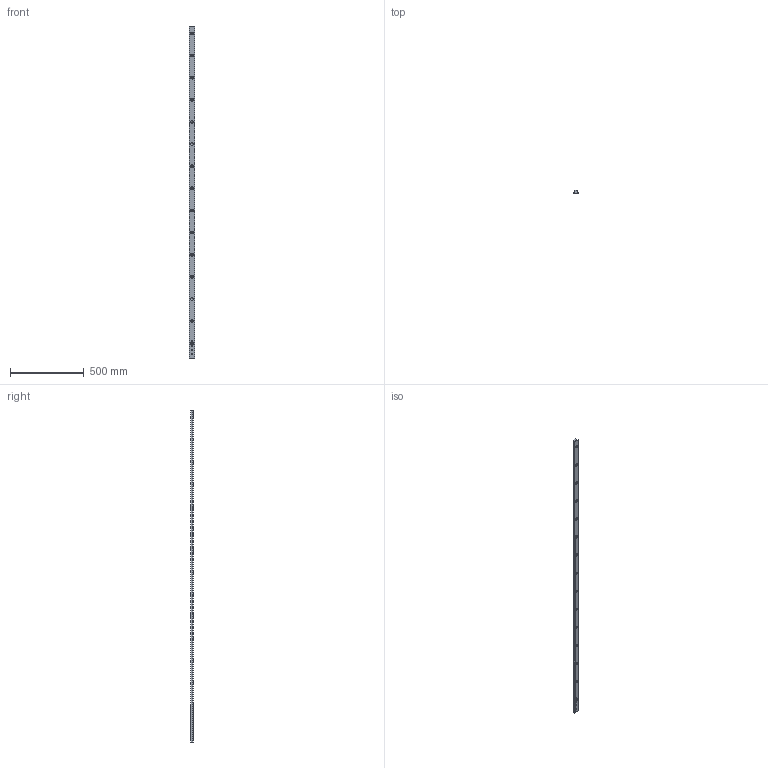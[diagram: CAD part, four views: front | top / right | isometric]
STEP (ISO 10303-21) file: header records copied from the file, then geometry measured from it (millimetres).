
FILE_DESCRIPTION (( 'STEP AP214' ), '1' );
FILE_NAME ('TGROUPP 2019.04.02.001.STEP', '2019-05-07T08:59:58', ( '' ), ( '' ), 'SwSTEP 2.0', 'SolidWorks 2016', '' );
FILE_SCHEMA (( 'AUTOMOTIVE_DESIGN' ));
Length unit declared in the file: millimetre
Products named in the file (1): TGROUPP 2019.04.02.001
Bounding box: 40 x 20 x 2250 mm (x, y, z)
Volume: 1030553.8 mm3; surface area: 277937.1 mm2
Topology: 1 solids, 1 shells, 86 faces, 214 edges, 130 vertices
Faces by surface type: cone 38, cylinder 38, plane 10
Entity records: 2766 total; most frequent: DIRECTION 502, CARTESIAN_POINT 431, ORIENTED_EDGE 428, EDGE_CURVE 214, AXIS2_PLACEMENT_3D 201, VERTEX_POINT 130, EDGE_LOOP 124, CIRCLE 114
